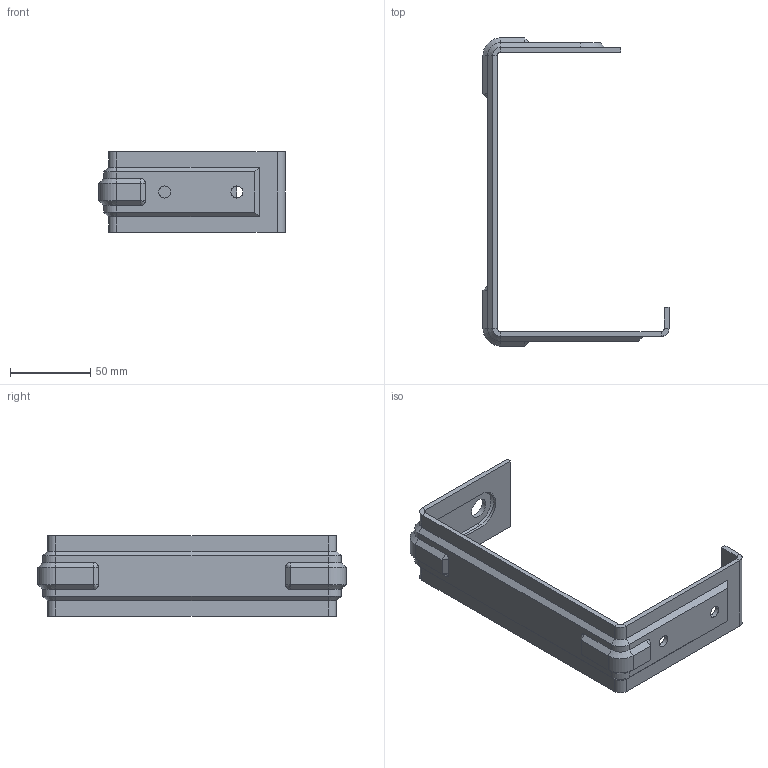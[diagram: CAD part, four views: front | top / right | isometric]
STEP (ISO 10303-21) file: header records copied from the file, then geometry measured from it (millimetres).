
FILE_DESCRIPTION (( 'STEP AP214' ), '1' );
FILE_NAME ('Ñêîáà CS_BBA1010.STEP', '2012-11-19T06:57:10', ( 'Àñååâ' ), ( '' ), 'SwSTEP 2.0', 'SolidWorks 2012', '' );
FILE_SCHEMA (( 'AUTOMOTIVE_DESIGN' ));
Length unit declared in the file: millimetre
Products named in the file (1): Ñêîáà CS_BBA1010
Bounding box: 116 x 192 x 50 mm (x, y, z)
Volume: 61345.8 mm3; surface area: 43686.3 mm2
Topology: 1 solids, 1 shells, 142 faces, 347 edges, 191 vertices
Faces by surface type: plane 81, cone 35, cylinder 26
Full cylindrical faces by diameter (mm): 7.5 x2, 12.5 x1
Entity records: 3924 total; most frequent: DIRECTION 688, CARTESIAN_POINT 656, ORIENTED_EDGE 650, EDGE_CURVE 325, LINE 248, VECTOR 248, AXIS2_PLACEMENT_3D 220, VERTEX_POINT 188
